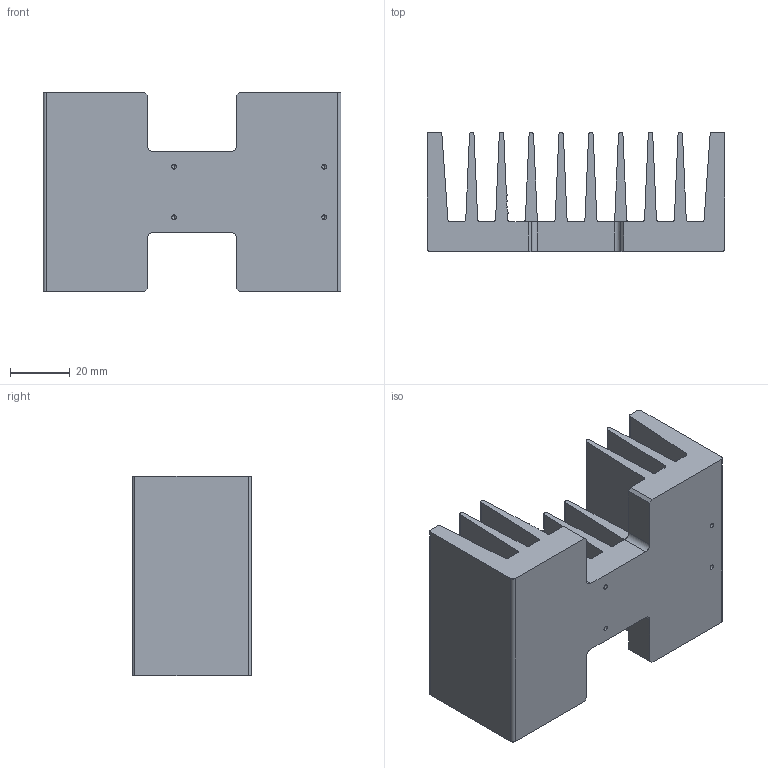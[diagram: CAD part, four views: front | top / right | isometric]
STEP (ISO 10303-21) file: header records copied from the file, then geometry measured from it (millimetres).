
FILE_DESCRIPTION (( 'STEP AP203' ), '1' );
FILE_NAME ('sw2pvdr0.step', '2018-06-10T01:32:46', ( 'RenameME' ), ( 'IXBLUE' ), 'SwSTEP 2.0', 'SolidWorks 2016', '' );
FILE_SCHEMA (( 'CONFIG_CONTROL_DESIGN' ));
Length unit declared in the file: millimetre
Products named in the file (1): sw2pvdr0
Bounding box: 100 x 40 x 67 mm (x, y, z)
Volume: 110137 mm3; surface area: 46058.2 mm2
Topology: 1 solids, 1 shells, 117 faces, 335 edges, 216 vertices
Faces by surface type: plane 60, cylinder 49, cone 8
Entity records: 3846 total; most frequent: CARTESIAN_POINT 667, DIRECTION 657, ORIENTED_EDGE 654, EDGE_CURVE 327, LINE 229, VECTOR 229, VERTEX_POINT 216, AXIS2_PLACEMENT_3D 214
